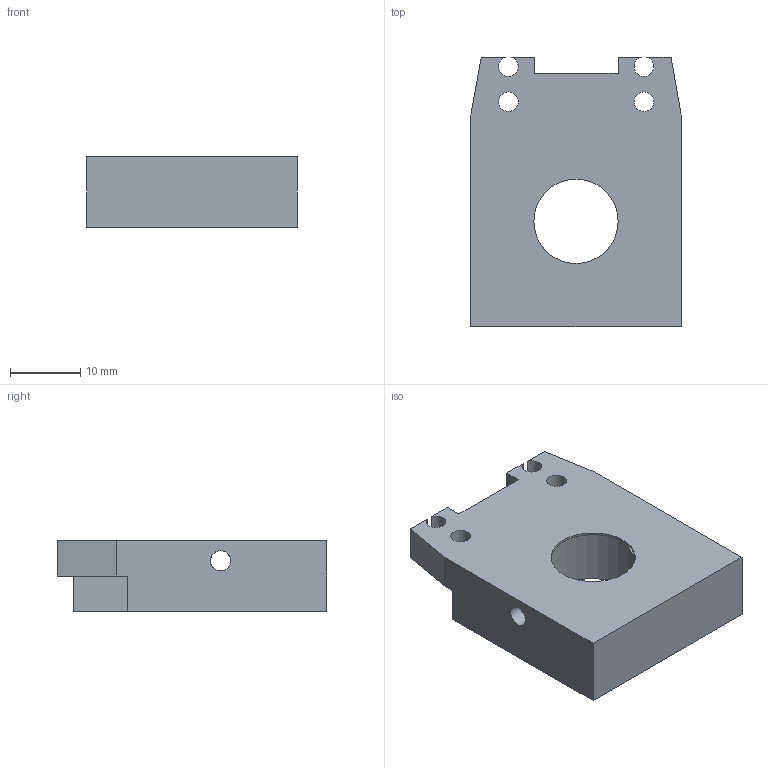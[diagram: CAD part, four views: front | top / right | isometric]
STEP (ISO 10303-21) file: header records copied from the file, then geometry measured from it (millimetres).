
FILE_DESCRIPTION(/* description */ (''),/* implementation_level */ '2;1');
FILE_NAME(/* name */ '30_Cube_Z_Focus_MGN_NEMA_adapter_M12.ipt.step',/* time_stamp */ '2022-11-29T08:21:05+01:00',/* author */ ('diederichbenedict'),/* organization */ (''),/* preprocessor_version */ 'ST-DEVELOPER v18.1',/* originating_system */ 'Autodesk Inventor 2022',/* authorisation */ '');
FILE_SCHEMA (('AUTOMOTIVE_DESIGN { 1 0 10303 214 3 1 1 }'));
Length unit declared in the file: millimetre
Products named in the file (1): 30_Cube_Z_Focus_MGN_NEMA_adapter_M12
Bounding box: 30 x 38.37 x 10 mm (x, y, z)
Volume: 7669.9 mm3; surface area: 4096.1 mm2
Topology: 1 solids, 1 shells, 29 faces, 80 edges, 53 vertices
Faces by surface type: plane 21, cylinder 8
Full cylindrical faces by diameter (mm): 2.8 x2, 2.9 x2, 12 x1, 17.6 x1
Entity records: 1040 total; most frequent: CARTESIAN_POINT 232, ORIENTED_EDGE 160, DIRECTION 149, EDGE_CURVE 80, LINE 61, VECTOR 61, VERTEX_POINT 53, AXIS2_PLACEMENT_3D 44
